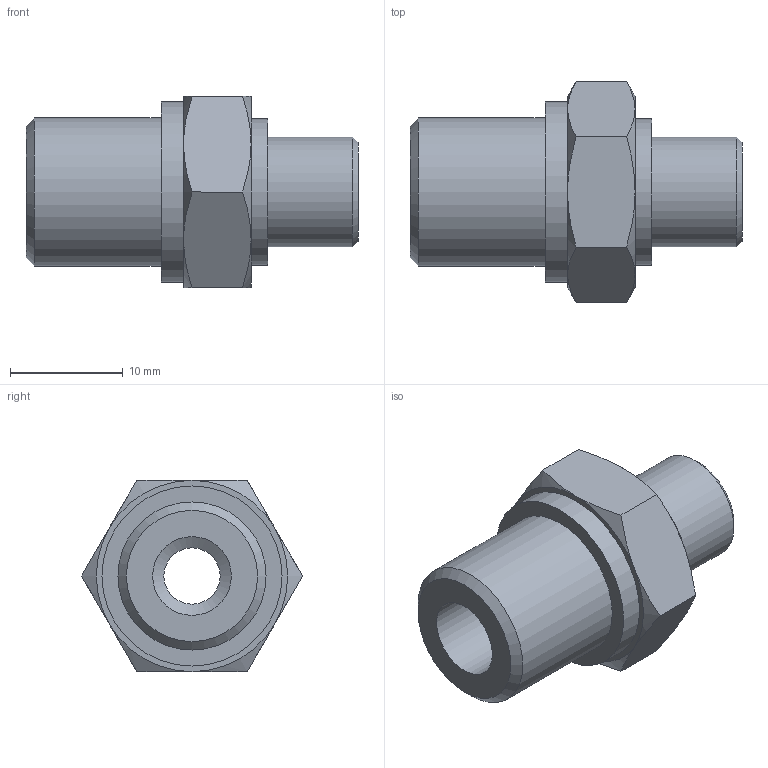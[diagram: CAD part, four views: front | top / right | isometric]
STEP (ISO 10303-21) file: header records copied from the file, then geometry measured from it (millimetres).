
FILE_DESCRIPTION(/* description */ ('Unknown','CAx-IF Rec.Pracs.---Representation and Presentation of Product Manufacturing Information (PMI)---4.0---2014-10-13','CAx-IF Rec.Pracs.---3D Tessellated Geometry---0.4---2014-09-14','2;1'),/* implementation_level */ '2;1');
FILE_NAME(/* name */ '505196_Reduzierfitting',/* time_stamp */ '2024-08-29T12:01:58+02:00',/* author */ ('Unknown'),/* organization */ ('Unknown'),/* preprocessor_version */ 'ST-DEVELOPER v19.4',/* originating_system */ 'Solid Edge',/* authorisation */ 'Unknown');
FILE_SCHEMA (('AP242_MANAGED_MODEL_BASED_3D_ENGINEERING_MIM_LF { 1 0 10303 442 1 1 4 }'));
Length unit declared in the file: millimetre
Products named in the file (1): 505196_Reduzierfitting
Bounding box: 29.5 x 19.63 x 17 mm (x, y, z)
Volume: 3398.4 mm3; surface area: 2229.2 mm2
Topology: 1 solids, 1 shells, 33 faces, 78 edges, 51 vertices
Faces by surface type: cone 15, plane 12, cylinder 6
Full cylindrical faces by diameter (mm): 5 x1, 7 x1, 9.728 x1, 13 x1, 13.157 x1, 16 x1
Entity records: 975 total; most frequent: CARTESIAN_POINT 212, DIRECTION 163, ORIENTED_EDGE 156, EDGE_CURVE 78, AXIS2_PLACEMENT_3D 74, VERTEX_POINT 51, CIRCLE 39, EDGE_LOOP 39
